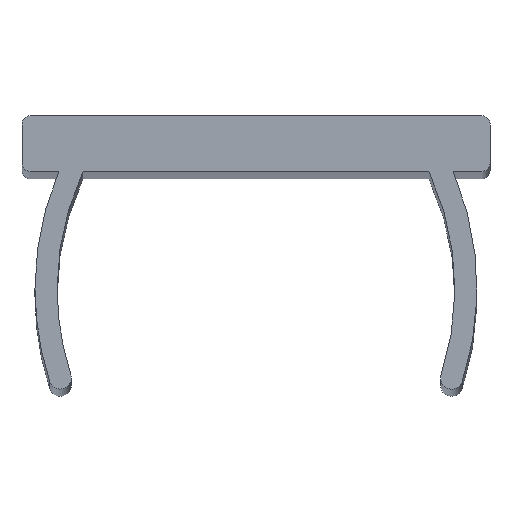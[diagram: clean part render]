
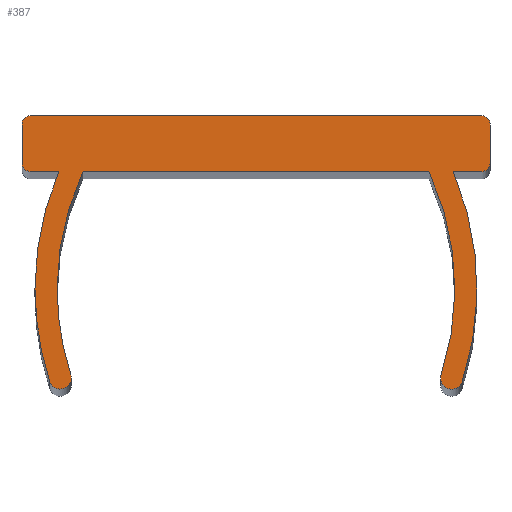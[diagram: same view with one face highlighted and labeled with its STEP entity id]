
A CAD part, top view. The second image highlights one B-rep face of the part: STEP entity #387.
In plain terms, the highlighted planar face has unit normal (0, 0, 1).
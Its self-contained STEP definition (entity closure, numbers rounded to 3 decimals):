
#19=PLANE('',#426);
#35=FACE_OUTER_BOUND('',#56,.T.);
#56=EDGE_LOOP('',(#296,#297,#298,#299,#300,#301,#302,#303,#304,#305,#306,
#307,#308,#309,#310,#311,#312,#313,#314));
#73=LINE('',#605,#104);
#78=LINE('',#626,#109);
#82=LINE('',#638,#113);
#86=LINE('',#650,#117);
#87=LINE('',#655,#118);
#88=LINE('',#659,#119);
#104=VECTOR('',#475,8.35);
#109=VECTOR('',#500,0.689);
#113=VECTOR('',#512,0.95);
#117=VECTOR('',#524,10.9);
#118=VECTOR('',#529,0.95);
#119=VECTOR('',#532,0.689);
#127=CIRCLE('',#399,6.665);
#129=CIRCLE('',#402,7.2);
#131=CIRCLE('',#405,0.268);
#134=CIRCLE('',#410,6.665);
#135=CIRCLE('',#412,0.268);
#138=CIRCLE('',#416,7.2);
#140=CIRCLE('',#420,0.2);
#142=CIRCLE('',#424,0.2);
#143=CIRCLE('',#427,0.2);
#144=CIRCLE('',#428,0.2);
#145=CIRCLE('',#429,7.2);
#146=CIRCLE('',#430,0.268);
#147=CIRCLE('',#431,6.665);
#153=VERTEX_POINT('',#574);
#154=VERTEX_POINT('',#575);
#157=VERTEX_POINT('',#583);
#158=VERTEX_POINT('',#584);
#161=VERTEX_POINT('',#592);
#162=VERTEX_POINT('',#593);
#166=VERTEX_POINT('',#603);
#168=VERTEX_POINT('',#609);
#170=VERTEX_POINT('',#618);
#172=VERTEX_POINT('',#624);
#174=VERTEX_POINT('',#630);
#176=VERTEX_POINT('',#636);
#178=VERTEX_POINT('',#642);
#180=VERTEX_POINT('',#648);
#181=VERTEX_POINT('',#652);
#182=VERTEX_POINT('',#654);
#183=VERTEX_POINT('',#656);
#184=VERTEX_POINT('',#658);
#185=VERTEX_POINT('',#661);
#191=EDGE_CURVE('',#153,#154,#127,.T.);
#195=EDGE_CURVE('',#157,#158,#129,.T.);
#199=EDGE_CURVE('',#161,#162,#131,.T.);
#205=EDGE_CURVE('',#153,#166,#73,.T.);
#208=EDGE_CURVE('',#166,#168,#134,.T.);
#209=EDGE_CURVE('',#168,#161,#135,.T.);
#213=EDGE_CURVE('',#162,#170,#138,.T.);
#216=EDGE_CURVE('',#170,#172,#78,.T.);
#219=EDGE_CURVE('',#172,#174,#140,.T.);
#222=EDGE_CURVE('',#174,#176,#82,.T.);
#225=EDGE_CURVE('',#176,#178,#142,.T.);
#228=EDGE_CURVE('',#178,#180,#86,.T.);
#229=EDGE_CURVE('',#181,#180,#143,.T.);
#230=EDGE_CURVE('',#182,#181,#87,.T.);
#231=EDGE_CURVE('',#183,#182,#144,.T.);
#232=EDGE_CURVE('',#184,#183,#88,.T.);
#233=EDGE_CURVE('',#158,#184,#145,.T.);
#234=EDGE_CURVE('',#185,#157,#146,.T.);
#235=EDGE_CURVE('',#154,#185,#147,.T.);
#296=ORIENTED_EDGE('',*,*,#228,.T.);
#297=ORIENTED_EDGE('',*,*,#229,.F.);
#298=ORIENTED_EDGE('',*,*,#230,.F.);
#299=ORIENTED_EDGE('',*,*,#231,.F.);
#300=ORIENTED_EDGE('',*,*,#232,.F.);
#301=ORIENTED_EDGE('',*,*,#233,.F.);
#302=ORIENTED_EDGE('',*,*,#195,.F.);
#303=ORIENTED_EDGE('',*,*,#234,.F.);
#304=ORIENTED_EDGE('',*,*,#235,.F.);
#305=ORIENTED_EDGE('',*,*,#191,.F.);
#306=ORIENTED_EDGE('',*,*,#205,.T.);
#307=ORIENTED_EDGE('',*,*,#208,.T.);
#308=ORIENTED_EDGE('',*,*,#209,.T.);
#309=ORIENTED_EDGE('',*,*,#199,.T.);
#310=ORIENTED_EDGE('',*,*,#213,.T.);
#311=ORIENTED_EDGE('',*,*,#216,.T.);
#312=ORIENTED_EDGE('',*,*,#219,.T.);
#313=ORIENTED_EDGE('',*,*,#222,.T.);
#314=ORIENTED_EDGE('',*,*,#225,.T.);
#387=ADVANCED_FACE('',(#35),#19,.T.);
#399=AXIS2_PLACEMENT_3D('',#576,#449,#450);
#402=AXIS2_PLACEMENT_3D('',#585,#457,#458);
#405=AXIS2_PLACEMENT_3D('',#594,#465,#466);
#410=AXIS2_PLACEMENT_3D('',#611,#481,#482);
#412=AXIS2_PLACEMENT_3D('',#613,#485,#486);
#416=AXIS2_PLACEMENT_3D('',#620,#494,#495);
#420=AXIS2_PLACEMENT_3D('',#632,#506,#507);
#424=AXIS2_PLACEMENT_3D('',#644,#518,#519);
#426=AXIS2_PLACEMENT_3D('',#651,#525,#526);
#427=AXIS2_PLACEMENT_3D('',#653,#527,#528);
#428=AXIS2_PLACEMENT_3D('',#657,#530,#531);
#429=AXIS2_PLACEMENT_3D('',#660,#533,#534);
#430=AXIS2_PLACEMENT_3D('',#662,#535,#536);
#431=AXIS2_PLACEMENT_3D('',#663,#537,#538);
#449=DIRECTION('center_axis',(0.,0.,1.));
#450=DIRECTION('ref_axis',(-1.,0.,0.));
#457=DIRECTION('center_axis',(0.,0.,-1.));
#458=DIRECTION('ref_axis',(1.,0.,0.));
#465=DIRECTION('center_axis',(0.,0.,1.));
#466=DIRECTION('ref_axis',(-1.,0.,0.));
#475=DIRECTION('',(1.,0.,0.));
#481=DIRECTION('center_axis',(0.,0.,-1.));
#482=DIRECTION('ref_axis',(1.,0.,0.));
#485=DIRECTION('center_axis',(0.,0.,1.));
#486=DIRECTION('ref_axis',(-1.,0.,0.));
#494=DIRECTION('center_axis',(0.,0.,1.));
#495=DIRECTION('ref_axis',(-1.,0.,0.));
#500=DIRECTION('',(1.,0.,0.));
#506=DIRECTION('center_axis',(0.,0.,1.));
#507=DIRECTION('ref_axis',(-1.,0.,0.));
#512=DIRECTION('',(0.,1.,0.));
#518=DIRECTION('center_axis',(0.,0.,1.));
#519=DIRECTION('ref_axis',(-1.,0.,0.));
#524=DIRECTION('',(-1.,0.,0.));
#525=DIRECTION('center_axis',(0.,0.,1.));
#526=DIRECTION('ref_axis',(1.,0.,0.));
#527=DIRECTION('center_axis',(0.,0.,-1.));
#528=DIRECTION('ref_axis',(1.,0.,0.));
#529=DIRECTION('',(0.,1.,0.));
#530=DIRECTION('center_axis',(0.,0.,-1.));
#531=DIRECTION('ref_axis',(1.,0.,0.));
#532=DIRECTION('',(-1.,0.,0.));
#533=DIRECTION('center_axis',(0.,0.,-1.));
#534=DIRECTION('ref_axis',(1.,0.,0.));
#535=DIRECTION('center_axis',(0.,0.,-1.));
#536=DIRECTION('ref_axis',(1.,0.,0.));
#537=DIRECTION('center_axis',(0.,0.,1.));
#538=DIRECTION('ref_axis',(-1.,0.,0.));
#574=CARTESIAN_POINT('',(-4.175,-1.35,-400.));
#575=CARTESIAN_POINT('',(-4.802,-4.173,-400.));
#576=CARTESIAN_POINT('Origin',(1.863,-4.173,-400.));
#583=CARTESIAN_POINT('',(-4.979,-6.416,-400.));
#584=CARTESIAN_POINT('',(-5.338,-4.173,-400.));
#585=CARTESIAN_POINT('Origin',(1.863,-4.173,-400.));
#592=CARTESIAN_POINT('',(4.458,-6.332,-400.));
#593=CARTESIAN_POINT('',(4.979,-6.416,-400.));
#594=CARTESIAN_POINT('Origin',(4.725,-6.332,-400.));
#603=CARTESIAN_POINT('',(4.175,-1.35,-400.));
#605=CARTESIAN_POINT('',(4.175,-1.35,-400.));
#609=CARTESIAN_POINT('',(4.471,-6.249,-400.));
#611=CARTESIAN_POINT('Origin',(-1.863,-4.173,-400.));
#613=CARTESIAN_POINT('Origin',(4.725,-6.332,-400.));
#618=CARTESIAN_POINT('',(4.761,-1.35,-400.));
#620=CARTESIAN_POINT('Origin',(-1.863,-4.173,-400.));
#624=CARTESIAN_POINT('',(5.45,-1.35,-400.));
#626=CARTESIAN_POINT('',(5.45,-1.35,-400.));
#630=CARTESIAN_POINT('',(5.65,-1.15,-400.));
#632=CARTESIAN_POINT('Origin',(5.45,-1.15,-400.));
#636=CARTESIAN_POINT('',(5.65,-0.2,-400.));
#638=CARTESIAN_POINT('',(5.65,-1.15,-400.));
#642=CARTESIAN_POINT('',(5.45,0.,-400.));
#644=CARTESIAN_POINT('Origin',(5.45,-0.2,-400.));
#648=CARTESIAN_POINT('',(-5.45,0.,-400.));
#650=CARTESIAN_POINT('',(0.,0.,-400.));
#651=CARTESIAN_POINT('Origin',(-1.863,-4.173,-400.));
#652=CARTESIAN_POINT('',(-5.65,-0.2,-400.));
#653=CARTESIAN_POINT('Origin',(-5.45,-0.2,-400.));
#654=CARTESIAN_POINT('',(-5.65,-1.15,-400.));
#655=CARTESIAN_POINT('',(-5.65,-1.15,-400.));
#656=CARTESIAN_POINT('',(-5.45,-1.35,-400.));
#657=CARTESIAN_POINT('Origin',(-5.45,-1.15,-400.));
#658=CARTESIAN_POINT('',(-4.761,-1.35,-400.));
#659=CARTESIAN_POINT('',(-5.45,-1.35,-400.));
#660=CARTESIAN_POINT('Origin',(1.863,-4.173,-400.));
#661=CARTESIAN_POINT('',(-4.471,-6.249,-400.));
#662=CARTESIAN_POINT('Origin',(-4.725,-6.332,-400.));
#663=CARTESIAN_POINT('Origin',(1.863,-4.173,-400.));
